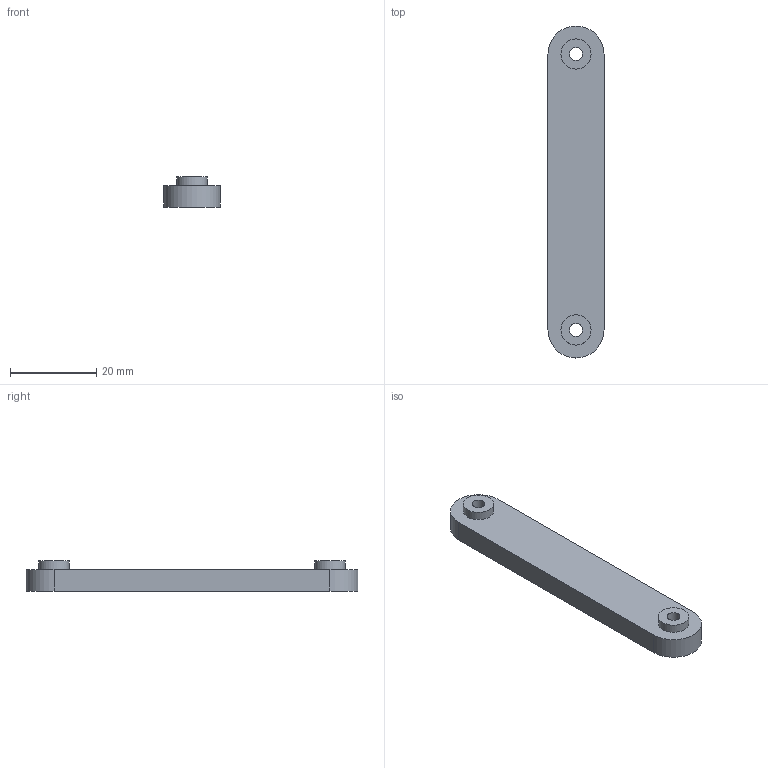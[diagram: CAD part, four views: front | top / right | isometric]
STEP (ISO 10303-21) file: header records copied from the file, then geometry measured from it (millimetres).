
FILE_DESCRIPTION(/* description */ (''),/* implementation_level */ '2;1');
FILE_NAME(/* name */ 'BarreAutre v2.step',/* time_stamp */ '2024-04-18T12:34:05+02:00',/* author */ (''),/* organization */ (''),/* preprocessor_version */ 'ST-DEVELOPER v20',/* originating_system */ 'Autodesk Translation Framework v12.20.1.177',/* authorisation */ '');
FILE_SCHEMA (('AUTOMOTIVE_DESIGN { 1 0 10303 214 3 1 1 }'));
Length unit declared in the file: millimetre
Products named in the file (1): BarreAutre
Bounding box: 13 x 77 x 7 mm (x, y, z)
Volume: 4878.6 mm3; surface area: 2965.3 mm2
Topology: 1 solids, 1 shells, 12 faces, 24 edges, 16 vertices
Faces by surface type: cylinder 6, plane 6
Full cylindrical faces by diameter (mm): 3 x2, 7 x2
Entity records: 361 total; most frequent: DIRECTION 62, CARTESIAN_POINT 53, ORIENTED_EDGE 48, AXIS2_PLACEMENT_3D 25, EDGE_CURVE 24, EDGE_LOOP 18, VERTEX_POINT 16, FACE_OUTER_BOUND 12
